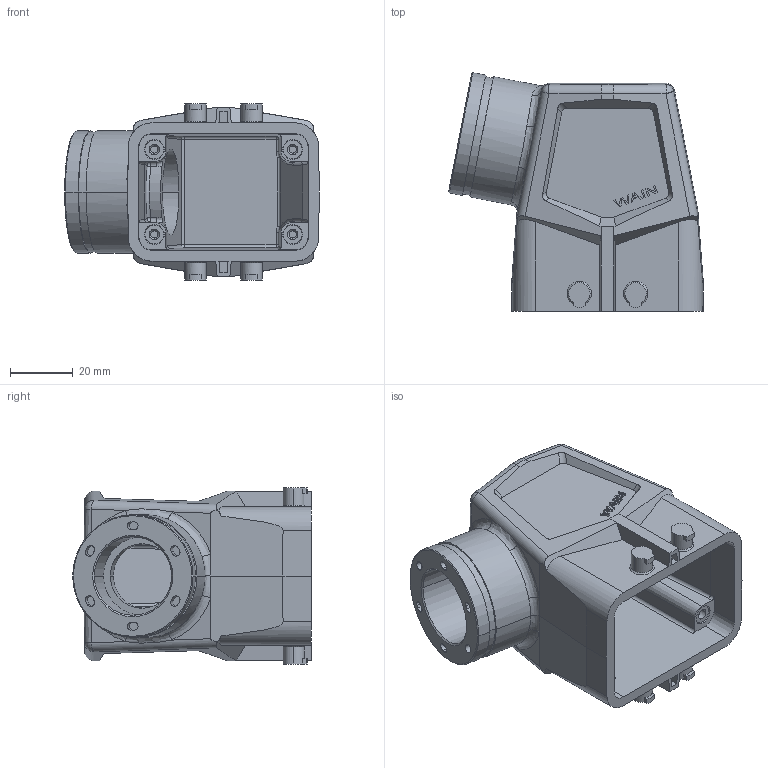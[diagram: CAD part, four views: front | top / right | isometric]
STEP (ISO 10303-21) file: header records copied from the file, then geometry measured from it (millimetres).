
FILE_DESCRIPTION((''),'2;1');
FILE_NAME('ASM0017_SW0001','2023-12-27T',('yp.zhu'),(''),'PRO/ENGINEER BY PARAMETRIC TECHNOLOGY CORPORATION, 2012480','PRO/ENGINEER BY PARAMETRIC TECHNOLOGY CORPORATION, 2012480','');
FILE_SCHEMA(('CONFIG_CONTROL_DESIGN'));
Length unit declared in the file: inch
Products named in the file (1): ASM0017_SW0001
Bounding box: 81.04 x 75.92 x 56 mm (x, y, z)
Volume: 82623.4 mm3; surface area: 39321 mm2
Topology: 1 solids, 1 shells, 570 faces, 1599 edges, 1029 vertices
Faces by surface type: plane 218, cylinder 205, bspline 64, cone 44, extrusion 20, torus 11, sphere 8
Entity records: 31750 total; most frequent: CARTESIAN_POINT 17942, ORIENTED_EDGE 3170, DIRECTION 2403, EDGE_CURVE 1585, VERTEX_POINT 1029, AXIS2_PLACEMENT_3D 811, VECTOR 781, LINE 761
